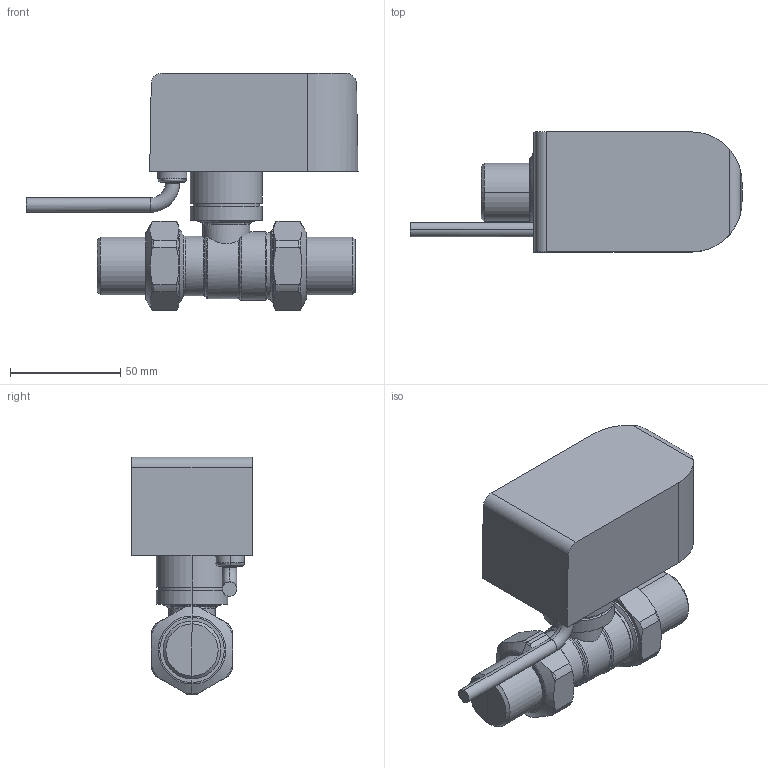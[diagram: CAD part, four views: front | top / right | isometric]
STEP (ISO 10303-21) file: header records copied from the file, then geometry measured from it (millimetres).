
FILE_DESCRIPTION(/* description */ (''),/* implementation_level */ '2;1');
FILE_NAME(/* name */ '644256 (STP).stp',/* time_stamp */ '2018-05-22T09:00:06+02:00',/* author */ ('ufftec'),/* organization */ (''),/* preprocessor_version */ 'ST-DEVELOPER v16.5',/* originating_system */ 'Autodesk Inventor 2017',/* authorisation */ '');
FILE_SCHEMA (('AUTOMOTIVE_DESIGN { 1 0 10303 214 3 1 1 }'));
Length unit declared in the file: millimetre
Products named in the file (6): 644256; 644256_1; 644256_1_1; 644256_2; 644256_3; 644256_4
Assembly tree (5 placements, depth 2):
  644256
    644256_1
    644256_1_1
    644256_2
    644256_3
    644256_4
Bounding box: 150.61 x 54.5 x 107.85 mm (x, y, z)
Volume: 353467.5 mm3; surface area: 47796.2 mm2
Topology: 6 solids, 6 shells, 180 faces, 444 edges, 277 vertices
Faces by surface type: cylinder 54, plane 52, torus 38, cone 36
Entity records: 6018 total; most frequent: CARTESIAN_POINT 1983, ORIENTED_EDGE 888, DIRECTION 746, EDGE_CURVE 444, AXIS2_PLACEMENT_3D 313, VERTEX_POINT 277, EDGE_LOOP 181, FACE_OUTER_BOUND 180
